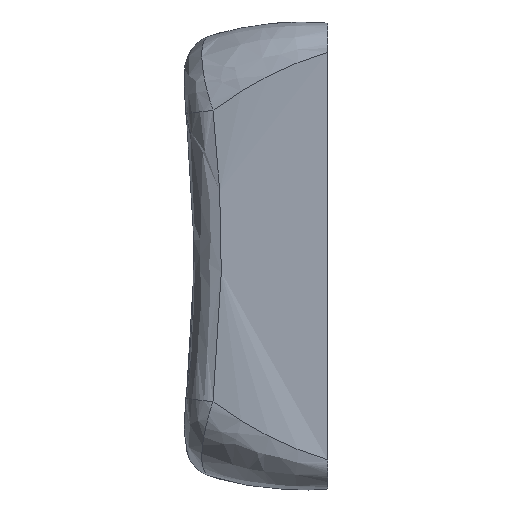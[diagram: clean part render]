
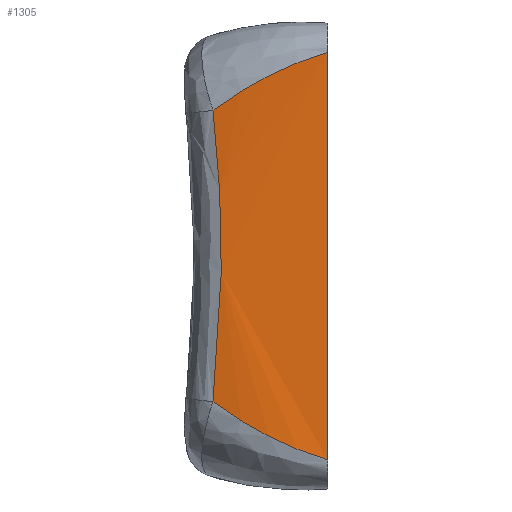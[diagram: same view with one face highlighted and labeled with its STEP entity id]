
A CAD part, left-side view. The second image highlights one B-rep face of the part: STEP entity #1305.
In plain terms, the highlighted free-form (B-spline) face has degree [2, 1] with [3, 2] control points.
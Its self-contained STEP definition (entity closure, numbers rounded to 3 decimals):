
#15=(
BOUNDED_SURFACE()
B_SPLINE_SURFACE(2,1,((#3340,#3341),(#3342,#3343),(#3344,#3345)),
 .UNSPECIFIED.,.F.,.F.,.F.)
B_SPLINE_SURFACE_WITH_KNOTS((3,3),(2,2),(-0.164,0.048),
(0.,1.87),.UNSPECIFIED.)
GEOMETRIC_REPRESENTATION_ITEM()
RATIONAL_B_SPLINE_SURFACE(((1.,1.),(0.994,0.994),
(1.,1.)))
REPRESENTATION_ITEM('')
SURFACE()
);
#196=FACE_OUTER_BOUND('',#278,.T.);
#278=EDGE_LOOP('',(#1148,#1149,#1150,#1151,#1152,#1153));
#350=LINE('',#3069,#414);
#414=VECTOR('',#1649,10.);
#482=B_SPLINE_CURVE_WITH_KNOTS('',3,(#3272,#3273,#3274,#3275,#3276,#3277),
 .UNSPECIFIED.,.F.,.F.,(4,2,4),(-0.107,0.,0.256),
 .UNSPECIFIED.);
#483=B_SPLINE_CURVE_WITH_KNOTS('',3,(#3279,#3280,#3281,#3282),
 .UNSPECIFIED.,.F.,.F.,(4,4),(0.256,0.385),
 .UNSPECIFIED.);
#485=B_SPLINE_CURVE_WITH_KNOTS('',3,(#3348,#3349,#3350,#3351),
 .UNSPECIFIED.,.F.,.F.,(4,4),(0.033,0.162),
 .UNSPECIFIED.);
#486=B_SPLINE_CURVE_WITH_KNOTS('',3,(#3352,#3353,#3354,#3355,#3356,#3357,
#3358,#3359,#3360,#3361,#3362,#3363,#3364,#3365,#3366,#3367,#3368,#3369,
#3370,#3371,#3372,#3373,#3374,#3375,#3376),.UNSPECIFIED.,.F.,.F.,(4,3,3,
3,3,3,3,3,4),(-1.116,-0.974,-0.833,-0.691,
-0.549,-0.408,-0.266,-0.124,
0.),.UNSPECIFIED.);
#487=B_SPLINE_CURVE_WITH_KNOTS('',3,(#3377,#3378,#3379,#3380,#3381,#3382),
 .UNSPECIFIED.,.F.,.F.,(4,2,4),(0.162,0.418,0.524),
 .UNSPECIFIED.);
#588=VERTEX_POINT('',#3054);
#590=VERTEX_POINT('',#3068);
#608=VERTEX_POINT('',#3271);
#609=VERTEX_POINT('',#3278);
#611=VERTEX_POINT('',#3346);
#612=VERTEX_POINT('',#3347);
#771=EDGE_CURVE('',#588,#590,#350,.F.);
#794=EDGE_CURVE('',#590,#608,#482,.T.);
#795=EDGE_CURVE('',#608,#609,#483,.T.);
#798=EDGE_CURVE('',#611,#612,#485,.T.);
#799=EDGE_CURVE('',#609,#611,#486,.T.);
#800=EDGE_CURVE('',#612,#588,#487,.T.);
#1148=ORIENTED_EDGE('',*,*,#798,.F.);
#1149=ORIENTED_EDGE('',*,*,#799,.F.);
#1150=ORIENTED_EDGE('',*,*,#795,.F.);
#1151=ORIENTED_EDGE('',*,*,#794,.F.);
#1152=ORIENTED_EDGE('',*,*,#771,.F.);
#1153=ORIENTED_EDGE('',*,*,#800,.F.);
#1305=ADVANCED_FACE('',(#196),#15,.T.);
#1649=DIRECTION('',(0.,0.,1.));
#3054=CARTESIAN_POINT('',(-106.157,2.5,7.79));
#3068=CARTESIAN_POINT('',(-106.157,2.5,-7.79));
#3069=CARTESIAN_POINT('',(-106.157,2.5,0.));
#3271=CARTESIAN_POINT('',(-106.027,5.8,-6.306));
#3272=CARTESIAN_POINT('Ctrl Pts',(-106.157,2.5,-7.79));
#3273=CARTESIAN_POINT('Ctrl Pts',(-106.178,2.837,-7.691));
#3274=CARTESIAN_POINT('Ctrl Pts',(-106.187,3.17,-7.578));
#3275=CARTESIAN_POINT('Ctrl Pts',(-106.188,4.291,-7.144));
#3276=CARTESIAN_POINT('Ctrl Pts',(-106.129,5.065,-6.758));
#3277=CARTESIAN_POINT('Ctrl Pts',(-106.027,5.8,-6.306));
#3278=CARTESIAN_POINT('',(-105.841,6.882,-5.571));
#3279=CARTESIAN_POINT('Ctrl Pts',(-106.027,5.8,-6.305));
#3280=CARTESIAN_POINT('Ctrl Pts',(-105.975,6.171,-6.077));
#3281=CARTESIAN_POINT('Ctrl Pts',(-105.913,6.533,-5.832));
#3282=CARTESIAN_POINT('Ctrl Pts',(-105.841,6.882,-5.571));
#3340=CARTESIAN_POINT('Ctrl Pts',(-105.841,6.882,-7.79));
#3341=CARTESIAN_POINT('Ctrl Pts',(-105.841,6.882,10.906));
#3342=CARTESIAN_POINT('Ctrl Pts',(-106.29,4.704,-7.79));
#3343=CARTESIAN_POINT('Ctrl Pts',(-106.29,4.704,10.906));
#3344=CARTESIAN_POINT('Ctrl Pts',(-106.157,2.5,-7.79));
#3345=CARTESIAN_POINT('Ctrl Pts',(-106.157,2.5,10.906));
#3346=CARTESIAN_POINT('',(-105.841,6.882,5.571));
#3347=CARTESIAN_POINT('',(-106.027,5.8,6.305));
#3348=CARTESIAN_POINT('Ctrl Pts',(-105.841,6.882,5.571));
#3349=CARTESIAN_POINT('Ctrl Pts',(-105.913,6.533,5.831));
#3350=CARTESIAN_POINT('Ctrl Pts',(-105.975,6.171,6.077));
#3351=CARTESIAN_POINT('Ctrl Pts',(-106.027,5.8,6.305));
#3352=CARTESIAN_POINT('Ctrl Pts',(-105.841,6.882,-5.571));
#3353=CARTESIAN_POINT('Ctrl Pts',(-105.852,6.828,-5.1));
#3354=CARTESIAN_POINT('Ctrl Pts',(-105.861,6.781,-4.629));
#3355=CARTESIAN_POINT('Ctrl Pts',(-105.869,6.74,-4.158));
#3356=CARTESIAN_POINT('Ctrl Pts',(-105.877,6.7,-3.687));
#3357=CARTESIAN_POINT('Ctrl Pts',(-105.884,6.666,-3.215));
#3358=CARTESIAN_POINT('Ctrl Pts',(-105.889,6.64,-2.743));
#3359=CARTESIAN_POINT('Ctrl Pts',(-105.894,6.613,-2.271));
#3360=CARTESIAN_POINT('Ctrl Pts',(-105.898,6.593,-1.799));
#3361=CARTESIAN_POINT('Ctrl Pts',(-105.9,6.58,-1.327));
#3362=CARTESIAN_POINT('Ctrl Pts',(-105.902,6.567,-0.855));
#3363=CARTESIAN_POINT('Ctrl Pts',(-105.904,6.561,-0.383));
#3364=CARTESIAN_POINT('Ctrl Pts',(-105.903,6.562,0.089));
#3365=CARTESIAN_POINT('Ctrl Pts',(-105.903,6.563,0.562));
#3366=CARTESIAN_POINT('Ctrl Pts',(-105.902,6.571,1.034));
#3367=CARTESIAN_POINT('Ctrl Pts',(-105.899,6.586,1.506));
#3368=CARTESIAN_POINT('Ctrl Pts',(-105.896,6.6,1.978));
#3369=CARTESIAN_POINT('Ctrl Pts',(-105.892,6.622,2.451));
#3370=CARTESIAN_POINT('Ctrl Pts',(-105.887,6.65,2.922));
#3371=CARTESIAN_POINT('Ctrl Pts',(-105.881,6.678,3.395));
#3372=CARTESIAN_POINT('Ctrl Pts',(-105.874,6.714,3.867));
#3373=CARTESIAN_POINT('Ctrl Pts',(-105.866,6.756,4.338));
#3374=CARTESIAN_POINT('Ctrl Pts',(-105.859,6.793,4.749));
#3375=CARTESIAN_POINT('Ctrl Pts',(-105.85,6.835,5.16));
#3376=CARTESIAN_POINT('Ctrl Pts',(-105.841,6.882,5.571));
#3377=CARTESIAN_POINT('Ctrl Pts',(-106.027,5.8,6.306));
#3378=CARTESIAN_POINT('Ctrl Pts',(-106.129,5.065,6.758));
#3379=CARTESIAN_POINT('Ctrl Pts',(-106.188,4.291,7.144));
#3380=CARTESIAN_POINT('Ctrl Pts',(-106.187,3.17,7.578));
#3381=CARTESIAN_POINT('Ctrl Pts',(-106.178,2.837,7.691));
#3382=CARTESIAN_POINT('Ctrl Pts',(-106.157,2.5,7.79));
